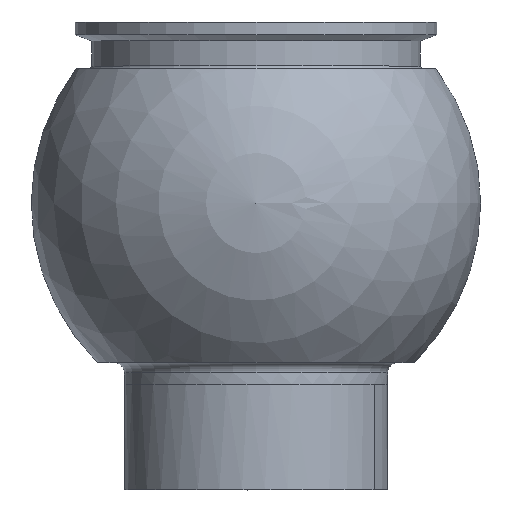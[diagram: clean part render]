
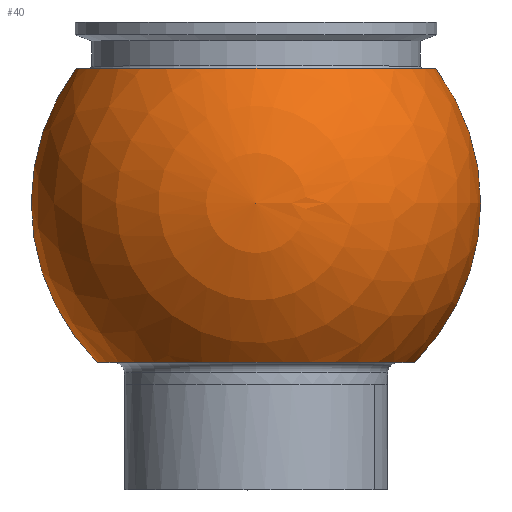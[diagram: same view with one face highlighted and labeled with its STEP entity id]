
A CAD part, top view. The second image highlights one B-rep face of the part: STEP entity #40.
In plain terms, the highlighted spherical face has radius 65.075 mm.
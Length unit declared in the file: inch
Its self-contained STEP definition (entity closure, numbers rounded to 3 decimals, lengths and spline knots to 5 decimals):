
#13 = CARTESIAN_POINT ( 'NONE',  ( 1.81021, -1.813, 0. ) ) ;
#24 = EDGE_CURVE ( 'NONE', #411, #457, #146, .T. ) ;
#32 = DIRECTION ( 'NONE',  ( 0., 0., -1. ) ) ;
#40 = ADVANCED_FACE ( 'NONE', ( #269 ), #399, .T. ) ;
#41 = AXIS2_PLACEMENT_3D ( 'NONE', #341, #32, #245 ) ;
#51 = CIRCLE ( 'NONE', #316, 2.05125 ) ;
#60 = AXIS2_PLACEMENT_3D ( 'NONE', #95, #417, #135 ) ;
#65 = ORIENTED_EDGE ( 'NONE', *, *, #139, .F. ) ;
#88 = CARTESIAN_POINT ( 'NONE',  ( -1.81021, -1.813, 0. ) ) ;
#95 = CARTESIAN_POINT ( 'NONE',  ( 0., -1.813, 0. ) ) ;
#113 = CIRCLE ( 'NONE', #60, 1.81021 ) ;
#135 = DIRECTION ( 'NONE',  ( -1., 0., 0. ) ) ;
#139 = EDGE_CURVE ( 'NONE', #145, #457, #51, .T. ) ;
#145 = VERTEX_POINT ( 'NONE', #209 ) ;
#146 = CIRCLE ( 'NONE', #572, 2.562 ) ;
#163 = DIRECTION ( 'NONE',  ( 1., 0., 0. ) ) ;
#200 = CARTESIAN_POINT ( 'NONE',  ( 2.05125, 1.535, 0. ) ) ;
#209 = CARTESIAN_POINT ( 'NONE',  ( -2.05125, 1.535, 0. ) ) ;
#218 = VERTEX_POINT ( 'NONE', #88 ) ;
#239 = DIRECTION ( 'NONE',  ( 0., 0., -1. ) ) ;
#245 = DIRECTION ( 'NONE',  ( 1., 0., 0. ) ) ;
#258 = CIRCLE ( 'NONE', #520, 2.562 ) ;
#265 = EDGE_CURVE ( 'NONE', #218, #411, #113, .T. ) ;
#269 = FACE_OUTER_BOUND ( 'NONE', #308, .T. ) ;
#308 = EDGE_LOOP ( 'NONE', ( #477, #442, #558, #65 ) ) ;
#316 = AXIS2_PLACEMENT_3D ( 'NONE', #422, #376, #420 ) ;
#341 = CARTESIAN_POINT ( 'NONE',  ( 0., 0., 0. ) ) ;
#376 = DIRECTION ( 'NONE',  ( 0., 1., 0. ) ) ;
#399 = SPHERICAL_SURFACE ( 'NONE', #41, 2.562 ) ;
#407 = EDGE_CURVE ( 'NONE', #218, #145, #258, .T. ) ;
#411 = VERTEX_POINT ( 'NONE', #13 ) ;
#417 = DIRECTION ( 'NONE',  ( 0., 1., 0. ) ) ;
#420 = DIRECTION ( 'NONE',  ( -1., 0., 0. ) ) ;
#422 = CARTESIAN_POINT ( 'NONE',  ( 0., 1.535, 0. ) ) ;
#442 = ORIENTED_EDGE ( 'NONE', *, *, #265, .T. ) ;
#456 = CARTESIAN_POINT ( 'NONE',  ( 0., 0., 0. ) ) ;
#457 = VERTEX_POINT ( 'NONE', #200 ) ;
#477 = ORIENTED_EDGE ( 'NONE', *, *, #407, .F. ) ;
#516 = DIRECTION ( 'NONE',  ( 0., 0., 1. ) ) ;
#518 = CARTESIAN_POINT ( 'NONE',  ( 0., 0., 0. ) ) ;
#520 = AXIS2_PLACEMENT_3D ( 'NONE', #518, #239, #556 ) ;
#556 = DIRECTION ( 'NONE',  ( -1., 0., 0. ) ) ;
#558 = ORIENTED_EDGE ( 'NONE', *, *, #24, .T. ) ;
#572 = AXIS2_PLACEMENT_3D ( 'NONE', #456, #516, #163 ) ;
